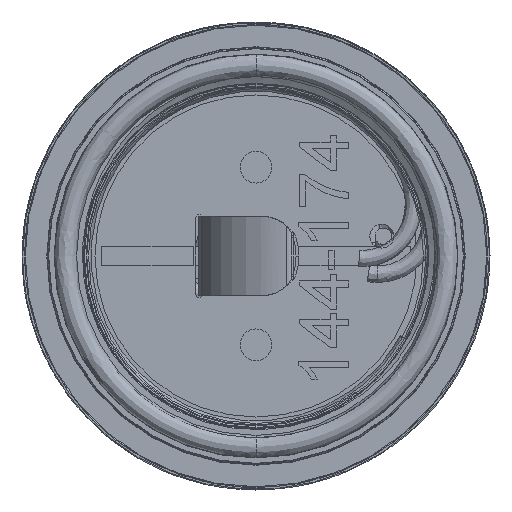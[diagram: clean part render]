
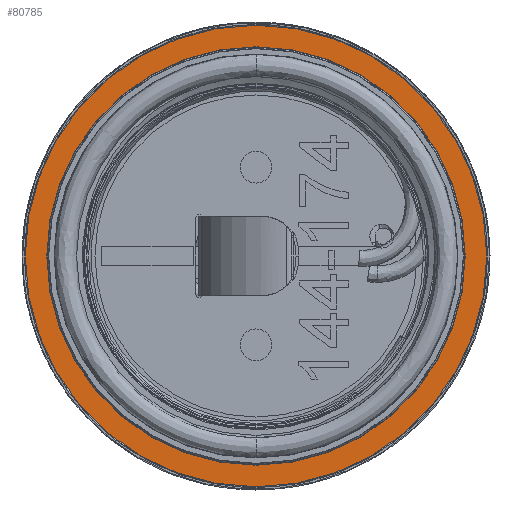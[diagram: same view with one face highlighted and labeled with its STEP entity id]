
A CAD part, front view. The second image highlights one B-rep face of the part: STEP entity #80785.
In plain terms, the highlighted planar face has unit normal (0, -1, 0).
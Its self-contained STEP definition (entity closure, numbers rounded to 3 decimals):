
#2513 = PLANE ( 'NONE',  #13693 ) ;
#4174 = VERTEX_POINT ( 'NONE', #21934 ) ;
#7329 = CIRCLE ( 'NONE', #34140, 16.47 ) ;
#13693 = AXIS2_PLACEMENT_3D ( 'NONE', #68024, #53111, #59660 ) ;
#17049 = FACE_BOUND ( 'NONE', #40387, .T. ) ;
#20023 = ORIENTED_EDGE ( 'NONE', *, *, #47686, .T. ) ;
#21934 = CARTESIAN_POINT ( 'NONE',  ( 0., 0., 16.47 ) ) ;
#26928 = CARTESIAN_POINT ( 'NONE',  ( 0., 0., -16.47 ) ) ;
#28585 = DIRECTION ( 'NONE',  ( 0., 0., -1. ) ) ;
#29354 = CARTESIAN_POINT ( 'NONE',  ( 0., 0., 0. ) ) ;
#34140 = AXIS2_PLACEMENT_3D ( 'NONE', #29354, #49970, #57932 ) ;
#35188 = ORIENTED_EDGE ( 'NONE', *, *, #40674, .T. ) ;
#35230 = CARTESIAN_POINT ( 'NONE',  ( 0., 0., 0. ) ) ;
#35559 = VERTEX_POINT ( 'NONE', #56087 ) ;
#36300 = CIRCLE ( 'NONE', #79635, 18.2 ) ;
#36501 = EDGE_LOOP ( 'NONE', ( #88854, #35188 ) ) ;
#36601 = AXIS2_PLACEMENT_3D ( 'NONE', #40538, #48041, #68641 ) ;
#40387 = EDGE_LOOP ( 'NONE', ( #20023, #87368 ) ) ;
#40538 = CARTESIAN_POINT ( 'NONE',  ( 0., 0., 0. ) ) ;
#40674 = EDGE_CURVE ( 'NONE', #74113, #35559, #36300, .T. ) ;
#42634 = DIRECTION ( 'NONE',  ( 0., 1., 0. ) ) ;
#43828 = CARTESIAN_POINT ( 'NONE',  ( 0., 0., 18.2 ) ) ;
#47686 = EDGE_CURVE ( 'NONE', #72067, #4174, #72902, .T. ) ;
#48041 = DIRECTION ( 'NONE',  ( 0., -1., 0. ) ) ;
#49303 = DIRECTION ( 'NONE',  ( 0., 0., -1. ) ) ;
#49970 = DIRECTION ( 'NONE',  ( 0., 1., 0. ) ) ;
#53111 = DIRECTION ( 'NONE',  ( 0., -1., 0. ) ) ;
#56087 = CARTESIAN_POINT ( 'NONE',  ( 0., 0., -18.2 ) ) ;
#56122 = CIRCLE ( 'NONE', #36601, 18.2 ) ;
#57932 = DIRECTION ( 'NONE',  ( 0., 0., -1. ) ) ;
#59454 = AXIS2_PLACEMENT_3D ( 'NONE', #86134, #42634, #28585 ) ;
#59660 = DIRECTION ( 'NONE',  ( 0., 0., -1. ) ) ;
#68024 = CARTESIAN_POINT ( 'NONE',  ( 18.2, 0., 0. ) ) ;
#68641 = DIRECTION ( 'NONE',  ( 0., 0., -1. ) ) ;
#70358 = DIRECTION ( 'NONE',  ( 0., -1., 0. ) ) ;
#72067 = VERTEX_POINT ( 'NONE', #26928 ) ;
#72902 = CIRCLE ( 'NONE', #59454, 16.47 ) ;
#73655 = EDGE_CURVE ( 'NONE', #4174, #72067, #7329, .T. ) ;
#74113 = VERTEX_POINT ( 'NONE', #43828 ) ;
#75967 = FACE_OUTER_BOUND ( 'NONE', #36501, .T. ) ;
#79635 = AXIS2_PLACEMENT_3D ( 'NONE', #35230, #70358, #49303 ) ;
#80785 = ADVANCED_FACE ( 'NONE', ( #17049, #75967 ), #2513, .T. ) ;
#83896 = EDGE_CURVE ( 'NONE', #35559, #74113, #56122, .T. ) ;
#86134 = CARTESIAN_POINT ( 'NONE',  ( 0., 0., 0. ) ) ;
#87368 = ORIENTED_EDGE ( 'NONE', *, *, #73655, .T. ) ;
#88854 = ORIENTED_EDGE ( 'NONE', *, *, #83896, .T. ) ;
